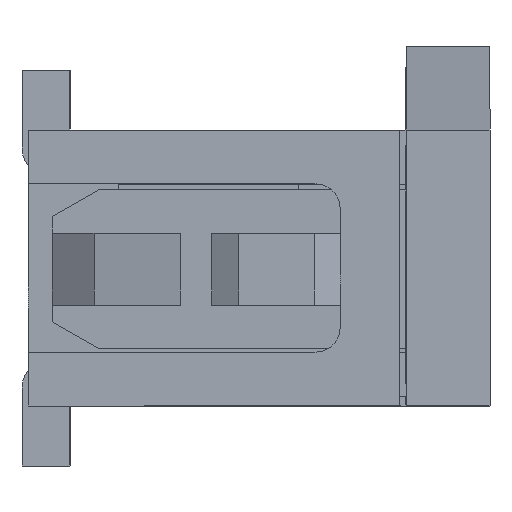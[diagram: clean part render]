
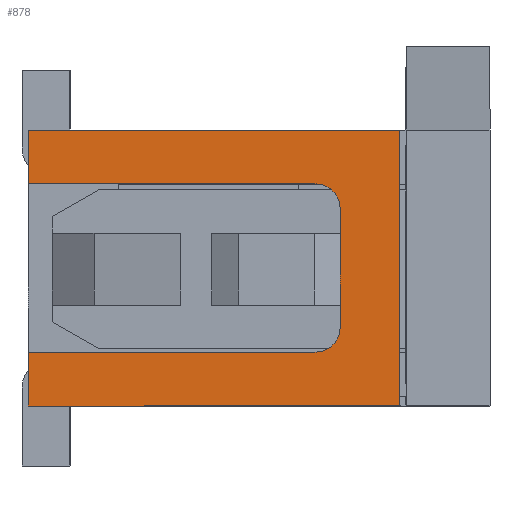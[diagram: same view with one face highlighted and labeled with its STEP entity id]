
A CAD part, left-side view. The second image highlights one B-rep face of the part: STEP entity #878.
In plain terms, the highlighted planar face has unit normal (-1, 0, 0).
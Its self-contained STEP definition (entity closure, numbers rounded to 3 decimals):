
#122=CIRCLE('',#11205,0.2);
#123=CIRCLE('',#11206,0.2);
#374=FACE_OUTER_BOUND('',#1816,.T.);
#878=ADVANCED_FACE('',(#374),#1379,.T.);
#1379=PLANE('',#11207);
#1816=EDGE_LOOP('',(#3208,#3209,#3210,#3211,#3212,#3213,#3214,#3215,#3216,
#3217));
#3208=ORIENTED_EDGE('',*,*,#7074,.T.);
#3209=ORIENTED_EDGE('',*,*,#7188,.T.);
#3210=ORIENTED_EDGE('',*,*,#7229,.T.);
#3211=ORIENTED_EDGE('',*,*,#7029,.T.);
#3212=ORIENTED_EDGE('',*,*,#7230,.T.);
#3213=ORIENTED_EDGE('',*,*,#7231,.T.);
#3214=ORIENTED_EDGE('',*,*,#7070,.T.);
#3215=ORIENTED_EDGE('',*,*,#6777,.T.);
#3216=ORIENTED_EDGE('',*,*,#7232,.T.);
#3217=ORIENTED_EDGE('',*,*,#7171,.F.);
#5688=VERTEX_POINT('',#15035);
#5689=VERTEX_POINT('',#15037);
#5844=VERTEX_POINT('',#15517);
#5845=VERTEX_POINT('',#15519);
#5872=VERTEX_POINT('',#15588);
#5875=VERTEX_POINT('',#15594);
#5876=VERTEX_POINT('',#15596);
#5958=VERTEX_POINT('',#15776);
#5971=VERTEX_POINT('',#15806);
#5996=VERTEX_POINT('',#15885);
#6777=EDGE_CURVE('',#5689,#5688,#8401,.T.);
#7029=EDGE_CURVE('',#5845,#5844,#8650,.T.);
#7070=EDGE_CURVE('',#5872,#5689,#8691,.T.);
#7074=EDGE_CURVE('',#5876,#5875,#8695,.T.);
#7171=EDGE_CURVE('',#5876,#5958,#8792,.T.);
#7188=EDGE_CURVE('',#5875,#5971,#8806,.T.);
#7229=EDGE_CURVE('',#5971,#5845,#122,.T.);
#7230=EDGE_CURVE('',#5844,#5996,#123,.T.);
#7231=EDGE_CURVE('',#5996,#5872,#8845,.T.);
#7232=EDGE_CURVE('',#5688,#5958,#8846,.T.);
#8401=LINE('',#15036,#9868);
#8650=LINE('',#15518,#10117);
#8691=LINE('',#15587,#10158);
#8695=LINE('',#15595,#10162);
#8792=LINE('',#15775,#10259);
#8806=LINE('',#15807,#10273);
#8845=LINE('',#15886,#10312);
#8846=LINE('',#15887,#10313);
#9868=VECTOR('',#12038,1.);
#10117=VECTOR('',#12441,1.);
#10158=VECTOR('',#12484,1.);
#10162=VECTOR('',#12488,1.);
#10259=VECTOR('',#12587,1.);
#10273=VECTOR('',#12609,1.);
#10312=VECTOR('',#12678,1.);
#10313=VECTOR('',#12679,1.);
#11205=AXIS2_PLACEMENT_3D('',#15883,#12674,#12675);
#11206=AXIS2_PLACEMENT_3D('',#15884,#12676,#12677);
#11207=AXIS2_PLACEMENT_3D('',#15888,#12680,#12681);
#12038=DIRECTION('',(0.,-1.,0.));
#12441=DIRECTION('',(0.,0.,-1.));
#12484=DIRECTION('',(0.,0.,-1.));
#12488=DIRECTION('',(0.,0.,-1.));
#12587=DIRECTION('',(0.,-1.,0.));
#12609=DIRECTION('',(0.,-1.,0.));
#12674=DIRECTION('',(1.,0.,0.));
#12675=DIRECTION('',(0.,1.,0.));
#12676=DIRECTION('',(1.,0.,0.));
#12677=DIRECTION('',(0.,1.,0.));
#12678=DIRECTION('',(0.,1.,0.));
#12679=DIRECTION('',(0.,0.,1.));
#12680=DIRECTION('',(-1.,0.,0.));
#12681=DIRECTION('',(0.,0.,1.));
#15035=CARTESIAN_POINT('',(-7.95,0.05,0.));
#15036=CARTESIAN_POINT('',(-7.95,3.15,0.));
#15037=CARTESIAN_POINT('',(-7.95,3.15,0.));
#15517=CARTESIAN_POINT('',(-7.95,0.55,0.65));
#15518=CARTESIAN_POINT('',(-7.95,0.55,1.65));
#15519=CARTESIAN_POINT('',(-7.95,0.55,1.65));
#15587=CARTESIAN_POINT('',(-7.95,3.15,2.3));
#15588=CARTESIAN_POINT('',(-7.95,3.15,0.45));
#15594=CARTESIAN_POINT('',(-7.95,3.15,1.85));
#15595=CARTESIAN_POINT('',(-7.95,3.15,2.3));
#15596=CARTESIAN_POINT('',(-7.95,3.15,2.3));
#15775=CARTESIAN_POINT('',(-7.95,3.15,2.3));
#15776=CARTESIAN_POINT('',(-7.95,0.05,2.3));
#15806=CARTESIAN_POINT('',(-7.95,0.75,1.85));
#15807=CARTESIAN_POINT('',(-7.95,3.15,1.85));
#15883=CARTESIAN_POINT('',(-7.95,0.75,1.65));
#15884=CARTESIAN_POINT('',(-7.95,0.75,0.65));
#15885=CARTESIAN_POINT('',(-7.95,0.75,0.45));
#15886=CARTESIAN_POINT('',(-7.95,0.75,0.45));
#15887=CARTESIAN_POINT('',(-7.95,0.05,0.));
#15888=CARTESIAN_POINT('',(-7.95,3.15,2.3));
